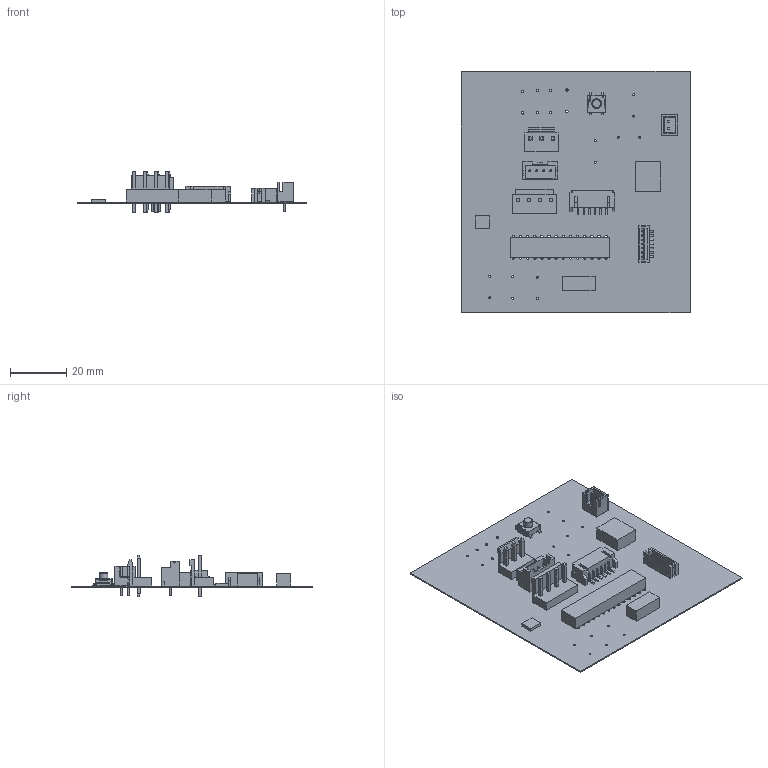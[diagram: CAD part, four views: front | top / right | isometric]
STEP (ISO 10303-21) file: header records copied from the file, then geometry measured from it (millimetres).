
FILE_DESCRIPTION(('Open CASCADE Model'),'2;1');
FILE_NAME('Open CASCADE Shape Model','2021-08-04T16:31:14',('Author'),( 'Open CASCADE'),'Open CASCADE STEP processor 6.8','Open CASCADE 6.8' ,'Unknown');
FILE_SCHEMA(('AUTOMOTIVE_DESIGN { 1 0 10303 214 1 1 1 1 }'));
Length unit declared in the file: millimetre
Products named in the file (44): PCB; Board; Open CASCADE STEP translator 6.8 2.1.1; X1; 6109350608; Extruded; VOLT_REG; 6109349968; U2; 6109353568; U1; 6109352368; SW1; Switch_Omron_Electronics_Inc-EMC_Div_B3FS-1012P_eec; body; terminals; shell; logo; P3; User_Library-B3P-VH; User_Library-B3P-VH_PinVH; User_Library-B3P-VH_B3P-body_white; P2; B4P-VH; P1; S6B-PH-SM4-TB; JST_POWER; Conn_JST_B2B-XH-A_LF_SN_eec; 1; B2B-XH-A; JST_Logo_adjustable; J2; Conn_JST_B04B-XASK-1_LF_SN_eec; plastic; pins; J1; Conn_JST_B7B-ZR-SM4-TF_LF_SN_P_eec; metal
Assembly tree (45 placements, depth 5):
  PCB
    Board
      Open CASCADE STEP translator 6.8 2.1.1
    X1
      6109350608
        Extruded
    VOLT_REG
      6109349968
        Extruded
    U2
      6109353568
        Extruded
    U1
      6109352368
        Extruded
    SW1
      Switch_Omron_Electronics_Inc-EMC_Div_B3FS-1012P_eec
        body
        terminals
        shell
        logo
    P3
      User_Library-B3P-VH
        User_Library-B3P-VH_PinVH  x3
        User_Library-B3P-VH_B3P-body_white
    P2
      B4P-VH
    P1
      S6B-PH-SM4-TB
    JST_POWER
      Conn_JST_B2B-XH-A_LF_SN_eec
        1
          1
          B2B-XH-A
          JST_Logo_adjustable
    J2
      Conn_JST_B04B-XASK-1_LF_SN_eec
        plastic
        pins
    J1
      Conn_JST_B7B-ZR-SM4-TF_LF_SN_P_eec
        plastic
        pins
        metal
Bounding box: 81.66 x 85.72 x 14.6 mm (x, y, z)
Volume: 6783.9 mm3; surface area: 19717.9 mm2
Topology: 45 solids, 45 shells, 984 faces, 2401 edges, 1524 vertices
Faces by surface type: plane 631, cylinder 275, torus 40, sphere 38
Full cylindrical faces by diameter (mm): 0.23 x2, 0.416 x2, 0.497 x1, 0.5 x14, 0.6 x4, 0.7 x12, 0.85 x8, 0.9 x32, 1 x2, 1.65 x7, 3 x1, 3.396 x1
Entity records: 30965 total; most frequent: DIRECTION 4961, CARTESIAN_POINT 4857, ORIENTED_EDGE 4690, EDGE_CURVE 2345, LINE 1697, VECTOR 1697, AXIS2_PLACEMENT_3D 1632, VERTEX_POINT 1492
